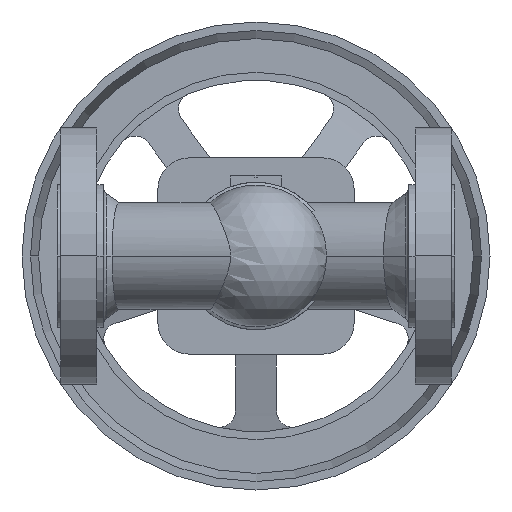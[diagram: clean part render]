
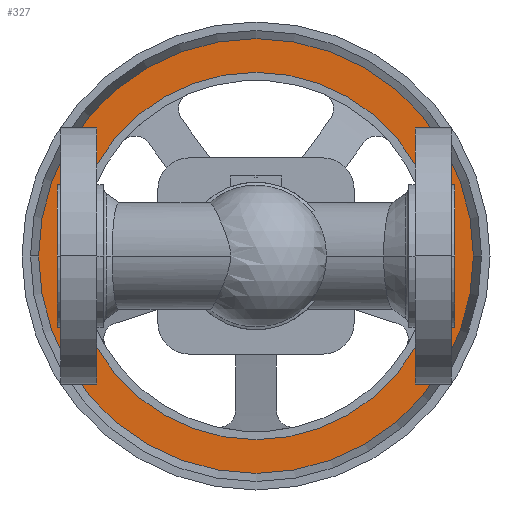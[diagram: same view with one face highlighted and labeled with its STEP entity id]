
A CAD part, front view. The second image highlights one B-rep face of the part: STEP entity #327.
In plain terms, the highlighted planar face has unit normal (0, -1, 0).
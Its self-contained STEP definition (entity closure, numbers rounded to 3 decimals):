
#327 = ADVANCED_FACE( '', ( #891, #892 ), #893, .T. );
#891 = FACE_OUTER_BOUND( '', #1569, .T. );
#892 = FACE_BOUND( '', #1570, .T. );
#893 = PLANE( '', #1571 );
#1569 = EDGE_LOOP( '', ( #3459, #3460 ) );
#1570 = EDGE_LOOP( '', ( #3461, #3462 ) );
#1571 = AXIS2_PLACEMENT_3D( '', #3463, #3464, #3465 );
#3459 = ORIENTED_EDGE( '', *, *, #4844, .F. );
#3460 = ORIENTED_EDGE( '', *, *, #4581, .F. );
#3461 = ORIENTED_EDGE( '', *, *, #4585, .T. );
#3462 = ORIENTED_EDGE( '', *, *, #4843, .T. );
#3463 = CARTESIAN_POINT( '', ( 171.393, 460.5, 0. ) );
#3464 = DIRECTION( '', ( 0., -1., 0. ) );
#3465 = DIRECTION( '', ( -1., 0., 0. ) );
#4581 = EDGE_CURVE( '', #5599, #5595, #5601, .T. );
#4585 = EDGE_CURVE( '', #5603, #5607, #5609, .T. );
#4843 = EDGE_CURVE( '', #5607, #5603, #6031, .T. );
#4844 = EDGE_CURVE( '', #5595, #5599, #6032, .T. );
#5595 = VERTEX_POINT( '', #7821 );
#5599 = VERTEX_POINT( '', #7826 );
#5601 = CIRCLE( '', #7829, 185.786 );
#5603 = VERTEX_POINT( '', #7831 );
#5607 = VERTEX_POINT( '', #7836 );
#5609 = CIRCLE( '', #7839, 157. );
#6031 = CIRCLE( '', #8989, 157. );
#6032 = CIRCLE( '', #8990, 185.786 );
#7821 = CARTESIAN_POINT( '', ( 185.786, 460.5, 0. ) );
#7826 = CARTESIAN_POINT( '', ( -185.786, 460.5, 0. ) );
#7829 = AXIS2_PLACEMENT_3D( '', #10093, #10094, #10095 );
#7831 = CARTESIAN_POINT( '', ( 157., 460.5, 0. ) );
#7836 = CARTESIAN_POINT( '', ( -157., 460.5, 0. ) );
#7839 = AXIS2_PLACEMENT_3D( '', #10101, #10102, #10103 );
#8989 = AXIS2_PLACEMENT_3D( '', #10499, #10500, #10501 );
#8990 = AXIS2_PLACEMENT_3D( '', #10502, #10503, #10504 );
#10093 = CARTESIAN_POINT( '', ( 0., 460.5, 0. ) );
#10094 = DIRECTION( '', ( 0., 1., 0. ) );
#10095 = DIRECTION( '', ( 1., 0., 0. ) );
#10101 = CARTESIAN_POINT( '', ( 0., 460.5, 0. ) );
#10102 = DIRECTION( '', ( 0., 1., 0. ) );
#10103 = DIRECTION( '', ( 1., 0., 0. ) );
#10499 = CARTESIAN_POINT( '', ( 0., 460.5, 0. ) );
#10500 = DIRECTION( '', ( 0., 1., 0. ) );
#10501 = DIRECTION( '', ( 1., 0., 0. ) );
#10502 = CARTESIAN_POINT( '', ( 0., 460.5, 0. ) );
#10503 = DIRECTION( '', ( 0., 1., 0. ) );
#10504 = DIRECTION( '', ( 1., 0., 0. ) );
